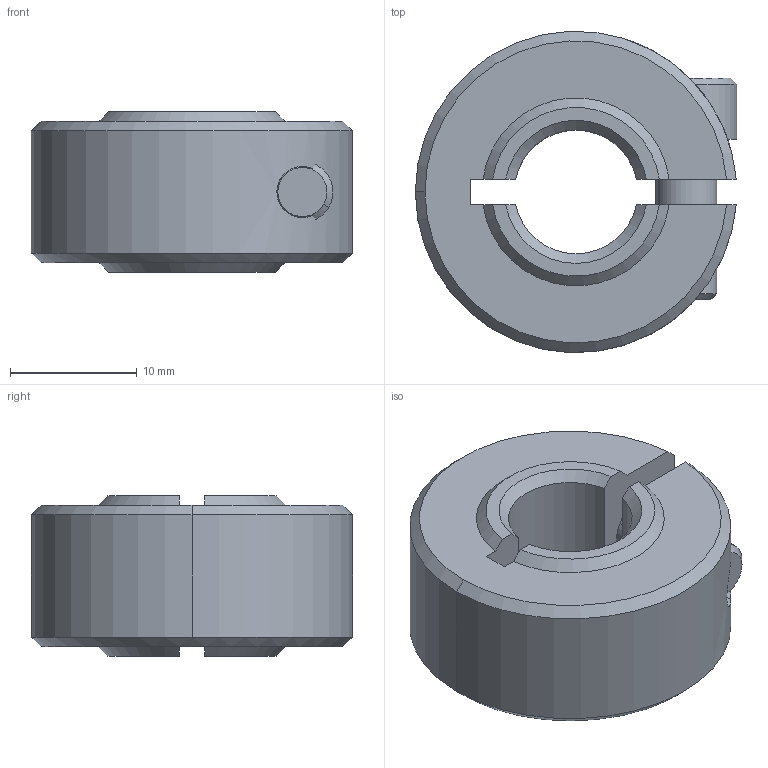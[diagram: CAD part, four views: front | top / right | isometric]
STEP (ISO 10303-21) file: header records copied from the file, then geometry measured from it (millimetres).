
FILE_DESCRIPTION (( 'STEP AP203' ), '1' );
FILE_NAME ('am-1645 375Round Collar Clamp (1 Part) Assembly.STEP', '2022-06-07T13:32:35', ( '' ), ( '' ), 'SwSTEP 2.0', 'SolidWorks 2021', '' );
FILE_SCHEMA (( 'CONFIG_CONTROL_DESIGN' ));
Length unit declared in the file: inch
Products named in the file (3): 375Round Collar Clamp Body; am-1645 375Round Collar Clamp (1 Part) Assembly; 10-32x0500_shcs_HX-SHCS 0.19-32x1.375x1-C
Assembly tree (2 placements, depth 2):
  am-1645 375Round Collar Clamp (1 Part) Assembly
    375Round Collar Clamp Body
    10-32x0500_shcs_HX-SHCS 0.19-32x1.375x1-C
Bounding box: 25.39 x 25.38 x 12.7 mm (x, y, z)
Volume: 4629.4 mm3; surface area: 2845 mm2
Topology: 2 solids, 2 shells, 61 faces, 150 edges, 94 vertices
Faces by surface type: plane 27, cone 17, cylinder 15, torus 2
Entity records: 2220 total; most frequent: CARTESIAN_POINT 475, DIRECTION 309, ORIENTED_EDGE 296, EDGE_CURVE 148, AXIS2_PLACEMENT_3D 120, VERTEX_POINT 94, VECTOR 69, LINE 69
